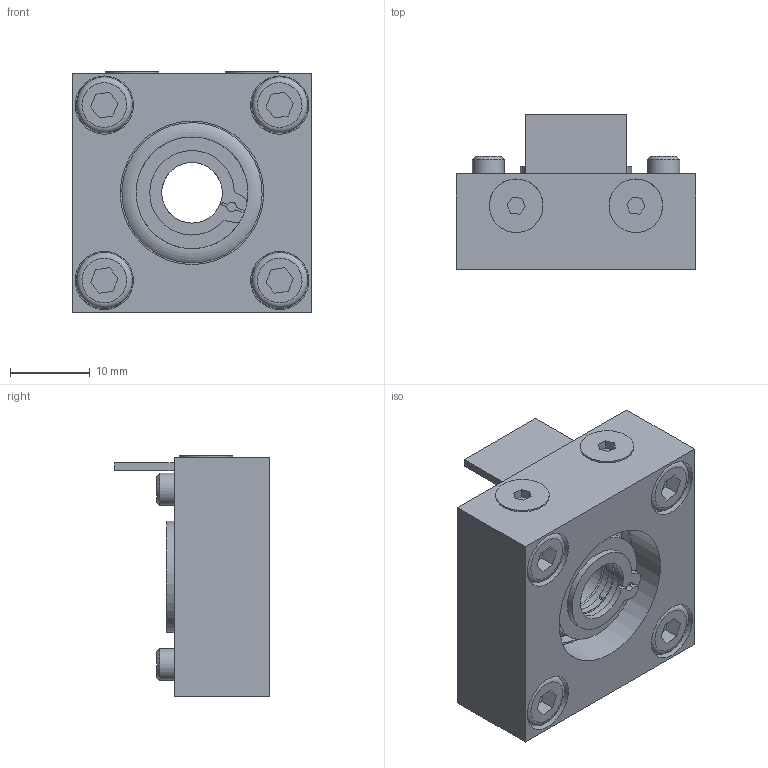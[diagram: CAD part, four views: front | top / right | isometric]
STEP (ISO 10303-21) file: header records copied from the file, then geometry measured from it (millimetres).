
FILE_DESCRIPTION(/* description */ ('Unknown'),/* implementation_level */ '2;1');
FILE_NAME(/* name */ 'A-0000166-Flanschlager30-Abdeckb-Klem',/* time_stamp */ '2020-04-02T14:47:15+02:00',/* author */ ('Unknown'),/* organization */ ('Unknown'),/* preprocessor_version */ 'ST-DEVELOPER v16.7',/* originating_system */ 'Solid Edge',/* authorisation */ 'Unknown');
FILE_SCHEMA (('AUTOMOTIVE_DESIGN {1 0 10303 214 3 1 1}'));
Length unit declared in the file: millimetre
Products named in the file (1): A-0000166-Flanschlager30-Abdeckb-Klem-dy
Bounding box: 30 x 19.5 x 30.2 mm (x, y, z)
Volume: 9126.6 mm3; surface area: 6882.7 mm2
Topology: 1 solids, 1 shells, 198 faces, 495 edges, 324 vertices
Faces by surface type: plane 124, cylinder 55, cone 10, torus 9
Full cylindrical faces by diameter (mm): 3 x2, 3.1 x2, 4 x4, 4.1 x2, 4.3 x2, 6.72 x2, 7 x4, 7.3 x4, 8 x4, 11.8 x2, 14 x2, 17.6 x2, 18 x1, 22 x1
Entity records: 6869 total; most frequent: CARTESIAN_POINT 978, DIRECTION 938, ORIENTED_EDGE 842, EDGE_CURVE 421, AXIS2_PLACEMENT_3D 337, VERTEX_POINT 299, EDGE_LOOP 284, FACE_BOUND 284
